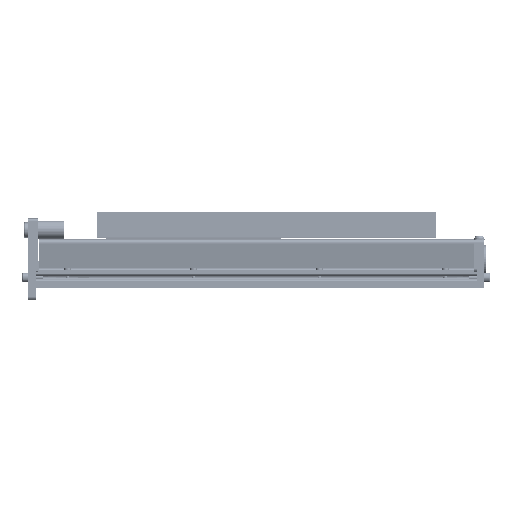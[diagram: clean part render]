
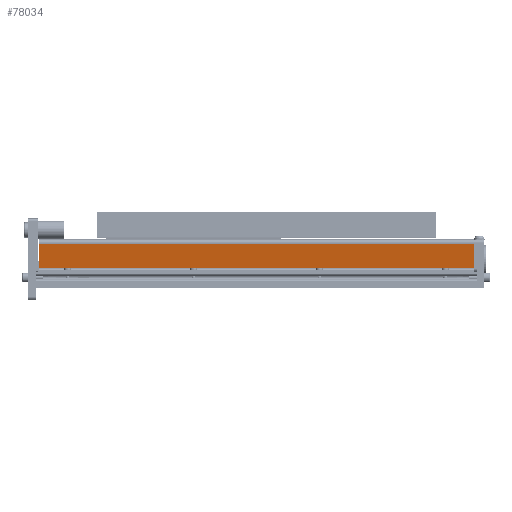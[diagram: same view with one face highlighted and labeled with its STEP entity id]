
A CAD part, left-side view. The second image highlights one B-rep face of the part: STEP entity #78034.
In plain terms, the highlighted face is planar.
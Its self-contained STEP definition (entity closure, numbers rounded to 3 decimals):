
#2048 = EDGE_CURVE ( 'NONE', #81199, #69729, #42395, .T. ) ;
#2713 = EDGE_CURVE ( 'NONE', #73451, #73616, #81330, .T. ) ;
#4927 = ORIENTED_EDGE ( 'NONE', *, *, #58100, .T. ) ;
#5236 = VECTOR ( 'NONE', #41590, 1000. ) ;
#7908 = CARTESIAN_POINT ( 'NONE',  ( 10.501, 2.683, 0. ) ) ;
#17352 = FACE_OUTER_BOUND ( 'NONE', #81518, .T. ) ;
#23522 = ORIENTED_EDGE ( 'NONE', *, *, #2713, .T. ) ;
#23877 = LINE ( 'NONE', #78674, #29115 ) ;
#24312 = CARTESIAN_POINT ( 'NONE',  ( 10.501, 2.683, 0. ) ) ;
#28071 = CARTESIAN_POINT ( 'NONE',  ( 10.501, 2.683, -449. ) ) ;
#29115 = VECTOR ( 'NONE', #77812, 1000. ) ;
#33980 = VECTOR ( 'NONE', #50216, 1000. ) ;
#34267 = ORIENTED_EDGE ( 'NONE', *, *, #40369, .F. ) ;
#34396 = DIRECTION ( 'NONE',  ( -0.174, 0.985, 0. ) ) ;
#40369 = EDGE_CURVE ( 'NONE', #69729, #73616, #23877, .T. ) ;
#41590 = DIRECTION ( 'NONE',  ( -0.174, 0.985, 0. ) ) ;
#42395 = LINE ( 'NONE', #67997, #83581 ) ;
#42505 = DIRECTION ( 'NONE',  ( 0.985, 0.174, 0. ) ) ;
#42807 = PLANE ( 'NONE',  #51042 ) ;
#46194 = CARTESIAN_POINT ( 'NONE',  ( 6.131, 27.469, -449. ) ) ;
#48733 = LINE ( 'NONE', #83576, #33980 ) ;
#50216 = DIRECTION ( 'NONE',  ( 0., 0., 1. ) ) ;
#51042 = AXIS2_PLACEMENT_3D ( 'NONE', #70192, #42505, #76726 ) ;
#58100 = EDGE_CURVE ( 'NONE', #81199, #73451, #48733, .T. ) ;
#64744 = ORIENTED_EDGE ( 'NONE', *, *, #2048, .F. ) ;
#66155 = CARTESIAN_POINT ( 'NONE',  ( 6.131, 27.469, 0. ) ) ;
#67997 = CARTESIAN_POINT ( 'NONE',  ( 10.501, 2.683, -449. ) ) ;
#69729 = VERTEX_POINT ( 'NONE', #46194 ) ;
#70192 = CARTESIAN_POINT ( 'NONE',  ( 10.501, 2.683, -449. ) ) ;
#73451 = VERTEX_POINT ( 'NONE', #24312 ) ;
#73616 = VERTEX_POINT ( 'NONE', #66155 ) ;
#76726 = DIRECTION ( 'NONE',  ( -0.174, 0.985, 0. ) ) ;
#77812 = DIRECTION ( 'NONE',  ( 0., 0., 1. ) ) ;
#78034 = ADVANCED_FACE ( 'NONE', ( #17352 ), #42807, .F. ) ;
#78674 = CARTESIAN_POINT ( 'NONE',  ( 6.131, 27.469, -449. ) ) ;
#81199 = VERTEX_POINT ( 'NONE', #28071 ) ;
#81330 = LINE ( 'NONE', #7908, #5236 ) ;
#81518 = EDGE_LOOP ( 'NONE', ( #23522, #34267, #64744, #4927 ) ) ;
#83576 = CARTESIAN_POINT ( 'NONE',  ( 10.501, 2.683, -449. ) ) ;
#83581 = VECTOR ( 'NONE', #34396, 1000. ) ;
